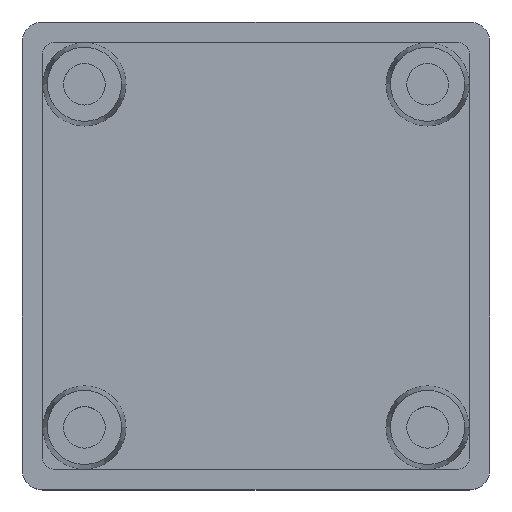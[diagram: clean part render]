
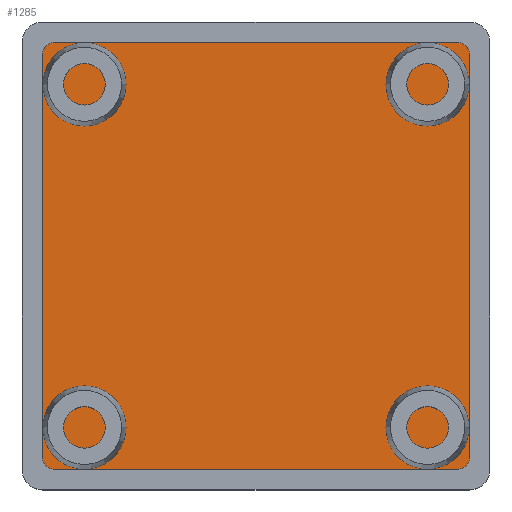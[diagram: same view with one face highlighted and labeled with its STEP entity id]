
A CAD part, top view. The second image highlights one B-rep face of the part: STEP entity #1285.
In plain terms, the highlighted planar face has unit normal (0, 0, 1).
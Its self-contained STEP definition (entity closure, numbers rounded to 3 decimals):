
#24 = AXIS2_PLACEMENT_3D ( 'NONE', #118, #117, #115 ) ;
#32 = AXIS2_PLACEMENT_3D ( 'NONE', #177, #174, #173 ) ;
#50 = AXIS2_PLACEMENT_3D ( 'NONE', #306, #305, #303 ) ;
#54 = AXIS2_PLACEMENT_3D ( 'NONE', #339, #337, #336 ) ;
#115 = DIRECTION ( 'NONE',  ( -1., 0., 0. ) ) ;
#117 = DIRECTION ( 'NONE',  ( 0., 0., -1. ) ) ;
#118 = CARTESIAN_POINT ( 'NONE',  ( 917.299, 490.654, -2. ) ) ;
#130 = DIRECTION ( 'NONE',  ( 0., 1., 0. ) ) ;
#132 = CARTESIAN_POINT ( 'NONE',  ( 918.299, 510.154, -2. ) ) ;
#173 = DIRECTION ( 'NONE',  ( -1., 0., 0. ) ) ;
#174 = DIRECTION ( 'NONE',  ( 0., 0., -1. ) ) ;
#177 = CARTESIAN_POINT ( 'NONE',  ( 917.299, 529.654, -2. ) ) ;
#186 = DIRECTION ( 'NONE',  ( 1., 0., 0. ) ) ;
#188 = CARTESIAN_POINT ( 'NONE',  ( 848.158, 489.654, -2. ) ) ;
#226 = DIRECTION ( 'NONE',  ( -1., 0., 0. ) ) ;
#227 = CARTESIAN_POINT ( 'NONE',  ( 848.158, 530.654, -2. ) ) ;
#296 = CARTESIAN_POINT ( 'NONE',  ( 877.299, 510.154, -2. ) ) ;
#302 = DIRECTION ( 'NONE',  ( 0., -1., 0. ) ) ;
#303 = DIRECTION ( 'NONE',  ( -1., 0., 0. ) ) ;
#305 = DIRECTION ( 'NONE',  ( 0., 0., -1. ) ) ;
#306 = CARTESIAN_POINT ( 'NONE',  ( 878.299, 529.654, -2. ) ) ;
#336 = DIRECTION ( 'NONE',  ( -1., 0., 0. ) ) ;
#337 = DIRECTION ( 'NONE',  ( 0., 0., -1. ) ) ;
#339 = CARTESIAN_POINT ( 'NONE',  ( 878.299, 490.654, -2. ) ) ;
#447 = DIRECTION ( 'NONE',  ( -1., 0., 0. ) ) ;
#450 = DIRECTION ( 'NONE',  ( 0., 0., -1. ) ) ;
#452 = PLANE ( 'NONE',  #1452 ) ;
#456 = CARTESIAN_POINT ( 'NONE',  ( 848.158, 510.154, -2. ) ) ;
#562 = CARTESIAN_POINT ( 'NONE',  ( 917.299, 489.654, -2. ) ) ;
#563 = CARTESIAN_POINT ( 'NONE',  ( 918.299, 490.654, -2. ) ) ;
#564 = CARTESIAN_POINT ( 'NONE',  ( 918.299, 529.654, -2. ) ) ;
#566 = CARTESIAN_POINT ( 'NONE',  ( 917.299, 530.654, -2. ) ) ;
#567 = CARTESIAN_POINT ( 'NONE',  ( 878.299, 530.654, -2. ) ) ;
#568 = CARTESIAN_POINT ( 'NONE',  ( 877.299, 490.654, -2. ) ) ;
#569 = CARTESIAN_POINT ( 'NONE',  ( 877.299, 529.654, -2. ) ) ;
#578 = CARTESIAN_POINT ( 'NONE',  ( 878.299, 489.654, -2. ) ) ;
#657 = VECTOR ( 'NONE', #130, 1000. ) ;
#658 = CIRCLE ( 'NONE', #24, 1. ) ;
#659 = LINE ( 'NONE', #132, #657 ) ;
#686 = CIRCLE ( 'NONE', #32, 1. ) ;
#687 = VECTOR ( 'NONE', #186, 1000. ) ;
#690 = LINE ( 'NONE', #188, #687 ) ;
#704 = VECTOR ( 'NONE', #226, 1000. ) ;
#706 = LINE ( 'NONE', #227, #704 ) ;
#739 = VECTOR ( 'NONE', #302, 1000. ) ;
#744 = CIRCLE ( 'NONE', #50, 1. ) ;
#746 = LINE ( 'NONE', #296, #739 ) ;
#770 = CIRCLE ( 'NONE', #54, 1. ) ;
#844 = FACE_OUTER_BOUND ( 'NONE', #1090, .T. ) ;
#930 = VERTEX_POINT ( 'NONE', #578 ) ;
#937 = VERTEX_POINT ( 'NONE', #569 ) ;
#938 = VERTEX_POINT ( 'NONE', #568 ) ;
#939 = VERTEX_POINT ( 'NONE', #567 ) ;
#940 = VERTEX_POINT ( 'NONE', #566 ) ;
#941 = VERTEX_POINT ( 'NONE', #564 ) ;
#942 = VERTEX_POINT ( 'NONE', #563 ) ;
#943 = VERTEX_POINT ( 'NONE', #562 ) ;
#1090 = EDGE_LOOP ( 'NONE', ( #1215, #1216, #1217, #1218, #1219, #1220, #1221, #1222 ) ) ;
#1215 = ORIENTED_EDGE ( 'NONE', *, *, #1402, .F. ) ;
#1216 = ORIENTED_EDGE ( 'NONE', *, *, #1473, .T. ) ;
#1217 = ORIENTED_EDGE ( 'NONE', *, *, #1501, .F. ) ;
#1218 = ORIENTED_EDGE ( 'NONE', *, *, #1500, .T. ) ;
#1219 = ORIENTED_EDGE ( 'NONE', *, *, #1477, .F. ) ;
#1220 = ORIENTED_EDGE ( 'NONE', *, *, #1455, .T. ) ;
#1221 = ORIENTED_EDGE ( 'NONE', *, *, #1417, .F. ) ;
#1222 = ORIENTED_EDGE ( 'NONE', *, *, #1420, .T. ) ;
#1285 = ADVANCED_FACE ( 'NONE', ( #844 ), #452, .F. ) ;
#1402 = EDGE_CURVE ( 'NONE', #930, #938, #770, .T. ) ;
#1417 = EDGE_CURVE ( 'NONE', #937, #939, #744, .T. ) ;
#1420 = EDGE_CURVE ( 'NONE', #937, #938, #746, .T. ) ;
#1452 = AXIS2_PLACEMENT_3D ( 'NONE', #456, #450, #447 ) ;
#1455 = EDGE_CURVE ( 'NONE', #940, #939, #706, .T. ) ;
#1473 = EDGE_CURVE ( 'NONE', #930, #943, #690, .T. ) ;
#1477 = EDGE_CURVE ( 'NONE', #940, #941, #686, .T. ) ;
#1500 = EDGE_CURVE ( 'NONE', #942, #941, #659, .T. ) ;
#1501 = EDGE_CURVE ( 'NONE', #942, #943, #658, .T. ) ;
